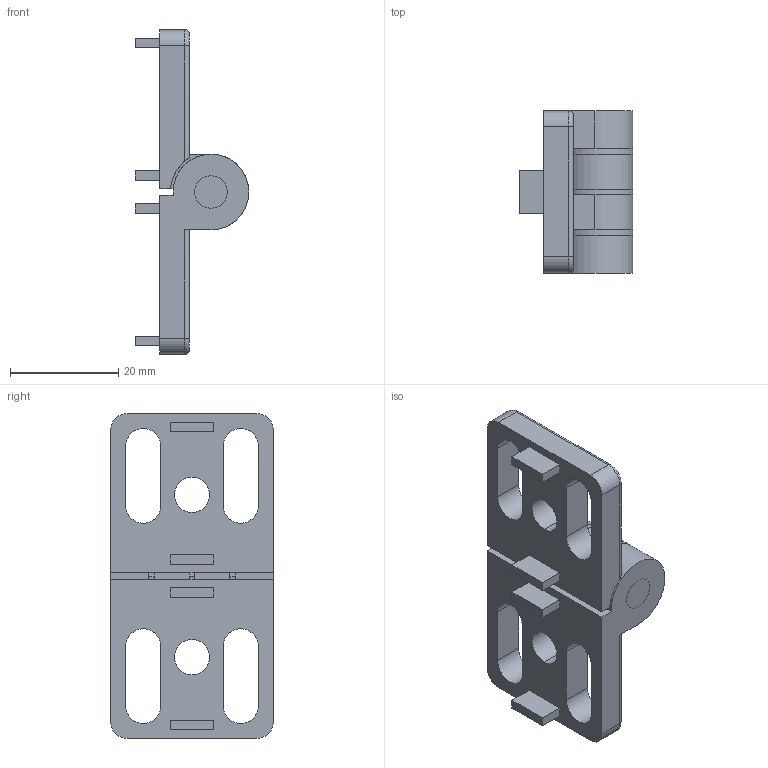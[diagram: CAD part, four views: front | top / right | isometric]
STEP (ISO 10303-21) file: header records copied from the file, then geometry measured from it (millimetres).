
FILE_DESCRIPTION((''),'2;1');
FILE_NAME('12108_TECAJ_ZA_30X30_ASM','2022-09-19T08:04:19',('PredragRovcanin'),('Audax d.o.o.'),'CREO PARAMETRIC BY PTC INC, 2020281','CREO PARAMETRIC BY PTC INC, 2020281','');
FILE_SCHEMA(('AP242_MANAGED_MODEL_BASED_3D_ENGINEERING_MIM_LF { 1 0 10303 442 1 1 4 }'));
Length unit declared in the file: millimetre
Products named in the file (4): 12108_TECAJ_ZA_30X30_A; 12108_TECAJ_ZA_30X30_B; 12108_TECAJ_ZA_30X30_C; 12108_TECAJ_ZA_30X30_ASM
Assembly tree (6 placements, depth 2):
  12108_TECAJ_ZA_30X30_ASM
    12108_TECAJ_ZA_30X30_A  x2
    12108_TECAJ_ZA_30X30_B
    12108_TECAJ_ZA_30X30_C  x3
Bounding box: 21 x 30 x 60 mm (x, y, z)
Volume: 11166 mm3; surface area: 9031.1 mm2
Topology: 6 solids, 6 shells, 114 faces, 327 edges, 270 vertices
Faces by surface type: plane 58, cylinder 52, torus 4
Entity records: 3681 total; most frequent: DIRECTION 414, CARTESIAN_POINT 378, COLOUR_RGB 322, ORIENTED_EDGE 280, PRESENTATION_STYLE_ASSIGNMENT 197, STYLED_ITEM 197, CURVE_STYLE 194, AXIS2_PLACEMENT_3D 150
